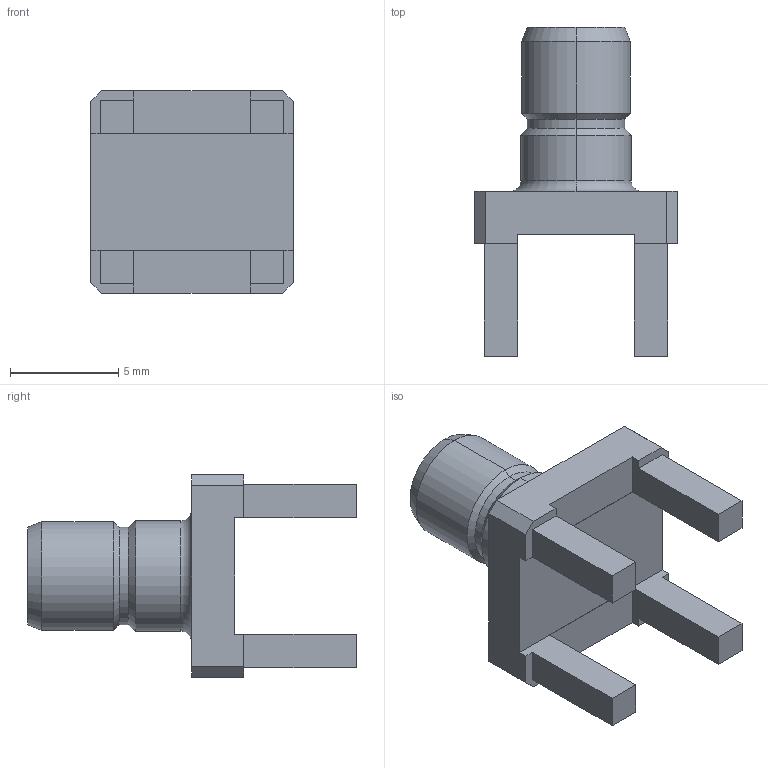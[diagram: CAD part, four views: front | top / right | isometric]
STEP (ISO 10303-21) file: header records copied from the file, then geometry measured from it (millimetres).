
FILE_DESCRIPTION (( 'STEP AP214' ), '1' );
FILE_NAME ('61612002121503.STEP', '2022-12-13T19:26:06', ( '' ), ( '' ), 'SwSTEP 2.0', 'SolidWorks 2021', '' );
FILE_SCHEMA (( 'AUTOMOTIVE_DESIGN' ));
Length unit declared in the file: millimetre
Products named in the file (1): 61612002121503
Bounding box: 9.34 x 15.16 x 9.34 mm (x, y, z)
Volume: 361.4 mm3; surface area: 513.8 mm2
Topology: 1 solids, 1 shells, 53 faces, 136 edges, 85 vertices
Faces by surface type: plane 35, torus 6, cylinder 6, cone 6
Entity records: 2187 total; most frequent: CARTESIAN_POINT 273, DIRECTION 268, ORIENTED_EDGE 268, EDGE_CURVE 134, VECTOR 108, LINE 108, VERTEX_POINT 85, AXIS2_PLACEMENT_3D 80
